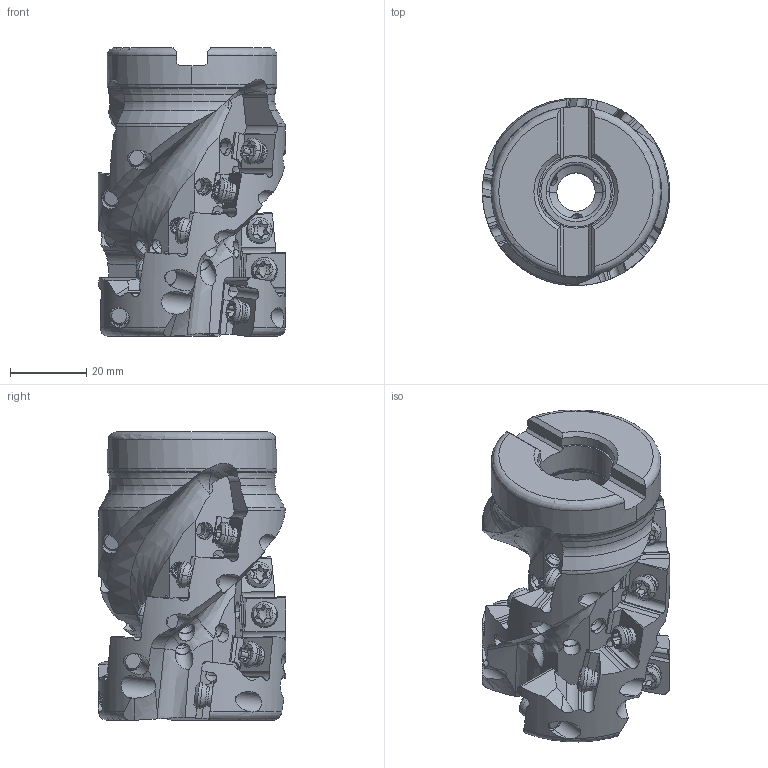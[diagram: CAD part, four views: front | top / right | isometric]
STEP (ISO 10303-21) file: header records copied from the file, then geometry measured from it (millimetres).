
FILE_DESCRIPTION(/* description */ (''),/* implementation_level */ '2;1');
FILE_NAME(/* name */ 'ASPX4UR2_0003AA21A15.stp',/* time_stamp */ '2023-01-25T11:20:28+09:00',/* author */ (''),/* organization */ (''),/* preprocessor_version */ 'ST-DEVELOPER v16',/* originating_system */ 'SIEMENS PLM Software NX 10.0',/* authorisation */ '');
FILE_SCHEMA (('AUTOMOTIVE_DESIGN { 1 0 10303 214 3 1 1 1 }'));
Products named in the file (1): ASPX4UR2_0003AA21A15_ASM
Bounding box: 48.99 x 49 x 75.5 mm (x, y, z)
Volume: 62025.6 mm3; surface area: 28552.7 mm2
Topology: 16 solids, 16 shells, 1189 faces, 3537 edges, 2333 vertices
Faces by surface type: cylinder 533, plane 275, cone 230, torus 61, bspline 45, sphere 42, extrusion 3
Entity records: 50538 total; most frequent: CARTESIAN_POINT 19025, ORIENTED_EDGE 6936, DIRECTION 6277, EDGE_CURVE 3468, AXIS2_PLACEMENT_3D 2554, VERTEX_POINT 2333, CIRCLE 1302, EDGE_LOOP 1279
